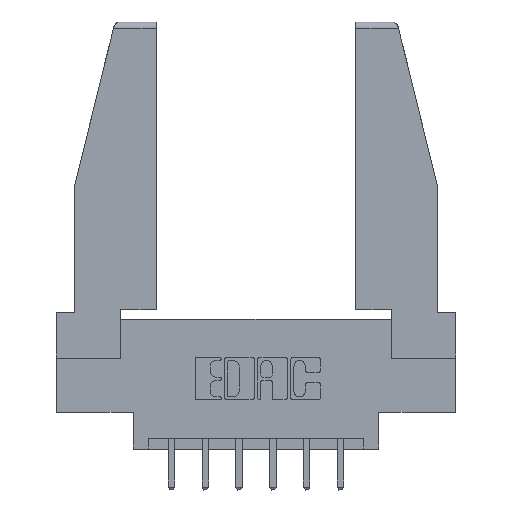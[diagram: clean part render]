
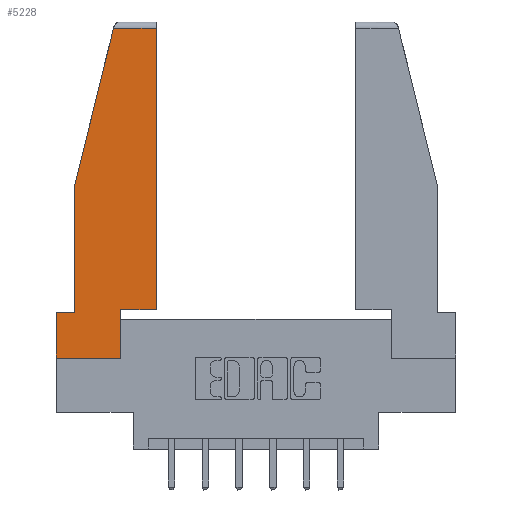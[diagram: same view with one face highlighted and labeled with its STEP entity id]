
A CAD part, top view. The second image highlights one B-rep face of the part: STEP entity #5228.
In plain terms, the highlighted planar face has unit normal (0, 0, 1).
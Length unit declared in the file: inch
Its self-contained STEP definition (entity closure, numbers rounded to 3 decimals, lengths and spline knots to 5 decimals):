
#128 = LINE ( 'NONE', #3718, #9740 ) ;
#570 = CARTESIAN_POINT ( 'NONE',  ( 0.086, 0.8, 0. ) ) ;
#701 = ORIENTED_EDGE ( 'NONE', *, *, #6912, .T. ) ;
#758 = LINE ( 'NONE', #8465, #9476 ) ;
#1043 = LINE ( 'NONE', #2674, #2638 ) ;
#1568 = VECTOR ( 'NONE', #5026, 39.37008 ) ;
#1578 = PLANE ( 'NONE',  #7562 ) ;
#2022 = VERTEX_POINT ( 'NONE', #4410 ) ;
#2025 = VECTOR ( 'NONE', #4484, 39.37008 ) ;
#2265 = LINE ( 'NONE', #9848, #9364 ) ;
#2274 = FACE_OUTER_BOUND ( 'NONE', #5473, .T. ) ;
#2389 = VERTEX_POINT ( 'NONE', #8774 ) ;
#2459 = LINE ( 'NONE', #570, #3466 ) ;
#2507 = VECTOR ( 'NONE', #5727, 39.37008 ) ;
#2561 = ORIENTED_EDGE ( 'NONE', *, *, #5312, .T. ) ;
#2638 = VECTOR ( 'NONE', #5375, 39.37008 ) ;
#2674 = CARTESIAN_POINT ( 'NONE',  ( 0., 0.21, 0. ) ) ;
#2683 = DIRECTION ( 'NONE',  ( 0., 0., 1. ) ) ;
#2969 = EDGE_CURVE ( 'NONE', #2389, #7078, #9892, .T. ) ;
#2983 = ORIENTED_EDGE ( 'NONE', *, *, #11608, .T. ) ;
#3161 = CARTESIAN_POINT ( 'NONE',  ( 0.2636, 1.52, 0. ) ) ;
#3165 = EDGE_CURVE ( 'NONE', #5344, #11706, #2459, .T. ) ;
#3254 = CARTESIAN_POINT ( 'NONE',  ( 0.461, 1.52, 0. ) ) ;
#3466 = VECTOR ( 'NONE', #8979, 39.37008 ) ;
#3548 = LINE ( 'NONE', #6731, #10843 ) ;
#3718 = CARTESIAN_POINT ( 'NONE',  ( 0., 0.21, 0. ) ) ;
#3810 = CARTESIAN_POINT ( 'NONE',  ( 0.086, 0.21, 0. ) ) ;
#4098 = CARTESIAN_POINT ( 'NONE',  ( 0.297, 0.223, 0. ) ) ;
#4410 = CARTESIAN_POINT ( 'NONE',  ( 0., 0.21, 0. ) ) ;
#4484 = DIRECTION ( 'NONE',  ( 1., 0., 0. ) ) ;
#4725 = ORIENTED_EDGE ( 'NONE', *, *, #3165, .T. ) ;
#4957 = ORIENTED_EDGE ( 'NONE', *, *, #6274, .T. ) ;
#5026 = DIRECTION ( 'NONE',  ( 1., 0., 0. ) ) ;
#5134 = ORIENTED_EDGE ( 'NONE', *, *, #6734, .T. ) ;
#5228 = ADVANCED_FACE ( 'NONE', ( #2274 ), #1578, .T. ) ;
#5312 = EDGE_CURVE ( 'NONE', #6634, #2389, #3548, .T. ) ;
#5344 = VERTEX_POINT ( 'NONE', #8565 ) ;
#5349 = LINE ( 'NONE', #8969, #2025 ) ;
#5375 = DIRECTION ( 'NONE',  ( 0., -1., 0. ) ) ;
#5473 = EDGE_LOOP ( 'NONE', ( #2983, #5551, #5134, #4725, #7932, #4957, #701, #2561, #8188 ) ) ;
#5551 = ORIENTED_EDGE ( 'NONE', *, *, #9479, .T. ) ;
#5727 = DIRECTION ( 'NONE',  ( -0.239, -0.971, 0. ) ) ;
#6231 = VERTEX_POINT ( 'NONE', #3254 ) ;
#6274 = EDGE_CURVE ( 'NONE', #2022, #10497, #1043, .T. ) ;
#6415 = DIRECTION ( 'NONE',  ( 1., 0., 0. ) ) ;
#6634 = VERTEX_POINT ( 'NONE', #9650 ) ;
#6731 = CARTESIAN_POINT ( 'NONE',  ( 0.297, 0., 0. ) ) ;
#6734 = EDGE_CURVE ( 'NONE', #8909, #5344, #9478, .T. ) ;
#6912 = EDGE_CURVE ( 'NONE', #10497, #6634, #5349, .T. ) ;
#7078 = VERTEX_POINT ( 'NONE', #8223 ) ;
#7507 = DIRECTION ( 'NONE',  ( 0., 1., 0. ) ) ;
#7538 = EDGE_CURVE ( 'NONE', #11706, #2022, #128, .T. ) ;
#7562 = AXIS2_PLACEMENT_3D ( 'NONE', #8256, #2683, #6415 ) ;
#7614 = DIRECTION ( 'NONE',  ( 0., 1., 0. ) ) ;
#7932 = ORIENTED_EDGE ( 'NONE', *, *, #7538, .T. ) ;
#8188 = ORIENTED_EDGE ( 'NONE', *, *, #2969, .T. ) ;
#8223 = CARTESIAN_POINT ( 'NONE',  ( 0.461, 0.223, 0. ) ) ;
#8241 = DIRECTION ( 'NONE',  ( -1., 0., 0. ) ) ;
#8256 = CARTESIAN_POINT ( 'NONE',  ( 0., 0., 0. ) ) ;
#8433 = CARTESIAN_POINT ( 'NONE',  ( 0., 0., 0. ) ) ;
#8465 = CARTESIAN_POINT ( 'NONE',  ( 0.461, 0.223, 0. ) ) ;
#8565 = CARTESIAN_POINT ( 'NONE',  ( 0.086, 0.8, 0. ) ) ;
#8774 = CARTESIAN_POINT ( 'NONE',  ( 0.297, 0.223, 0. ) ) ;
#8909 = VERTEX_POINT ( 'NONE', #3161 ) ;
#8969 = CARTESIAN_POINT ( 'NONE',  ( 0., 0., 0. ) ) ;
#8979 = DIRECTION ( 'NONE',  ( 0., -1., 0. ) ) ;
#9364 = VECTOR ( 'NONE', #10713, 39.37008 ) ;
#9476 = VECTOR ( 'NONE', #7507, 39.37008 ) ;
#9478 = LINE ( 'NONE', #11383, #2507 ) ;
#9479 = EDGE_CURVE ( 'NONE', #6231, #8909, #2265, .T. ) ;
#9650 = CARTESIAN_POINT ( 'NONE',  ( 0.297, 0., 0. ) ) ;
#9740 = VECTOR ( 'NONE', #8241, 39.37008 ) ;
#9848 = CARTESIAN_POINT ( 'NONE',  ( 0., 1.52, 0. ) ) ;
#9892 = LINE ( 'NONE', #4098, #1568 ) ;
#10497 = VERTEX_POINT ( 'NONE', #8433 ) ;
#10713 = DIRECTION ( 'NONE',  ( -1., 0., 0. ) ) ;
#10843 = VECTOR ( 'NONE', #7614, 39.37008 ) ;
#11383 = CARTESIAN_POINT ( 'NONE',  ( 0.271, 1.55, 0. ) ) ;
#11608 = EDGE_CURVE ( 'NONE', #7078, #6231, #758, .T. ) ;
#11706 = VERTEX_POINT ( 'NONE', #3810 ) ;
